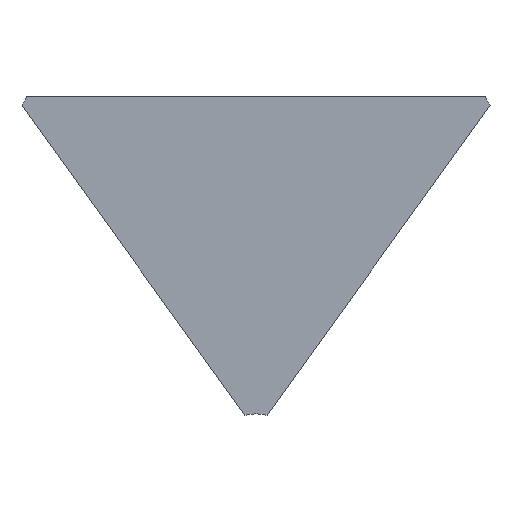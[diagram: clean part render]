
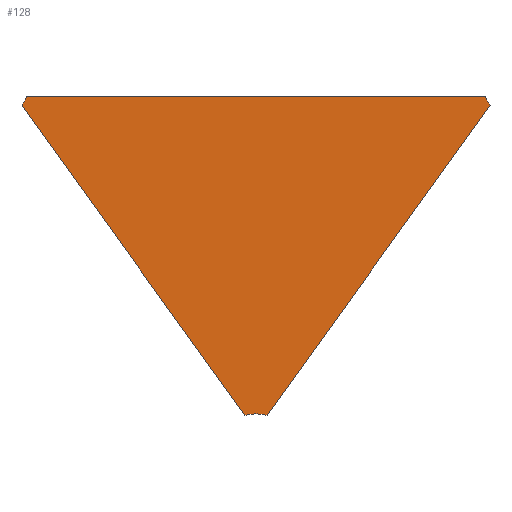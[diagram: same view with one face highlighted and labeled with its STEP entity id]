
A CAD part, front view. The second image highlights one B-rep face of the part: STEP entity #128.
In plain terms, the highlighted planar face has unit normal (0, -1, 0).
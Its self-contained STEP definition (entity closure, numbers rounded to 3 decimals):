
#7 = CARTESIAN_POINT ( 'NONE',  ( -24.174, 0., -305.035 ) ) ;
#24 = DIRECTION ( 'NONE',  ( 0., 1., 0. ) ) ;
#28 = ORIENTED_EDGE ( 'NONE', *, *, #210, .F. ) ;
#34 = ORIENTED_EDGE ( 'NONE', *, *, #148, .F. ) ;
#45 = DIRECTION ( 'NONE',  ( 0., 0., 1. ) ) ;
#51 = ORIENTED_EDGE ( 'NONE', *, *, #152, .T. ) ;
#53 = VERTEX_POINT ( 'NONE', #323 ) ;
#55 = AXIS2_PLACEMENT_3D ( 'NONE', #266, #222, #327 ) ;
#59 = VERTEX_POINT ( 'NONE', #243 ) ;
#74 = CARTESIAN_POINT ( 'NONE',  ( -523.465, 0., 389.06 ) ) ;
#83 = ORIENTED_EDGE ( 'NONE', *, *, #254, .F. ) ;
#90 = DIRECTION ( 'NONE',  ( 0., 1., 0. ) ) ;
#91 = LINE ( 'NONE', #249, #318 ) ;
#97 = CARTESIAN_POINT ( 'NONE',  ( 499.459, 0., 389.06 ) ) ;
#114 = CARTESIAN_POINT ( 'NONE',  ( 583.952, 0., 420.06 ) ) ;
#121 = DIRECTION ( 'NONE',  ( 0., 0., 1. ) ) ;
#125 = AXIS2_PLACEMENT_3D ( 'NONE', #226, #202, #121 ) ;
#128 = ADVANCED_FACE ( 'NONE', ( #326 ), #298, .F. ) ;
#129 = EDGE_CURVE ( 'NONE', #176, #53, #337, .T. ) ;
#133 = CARTESIAN_POINT ( 'NONE',  ( 0., 0., -338.641 ) ) ;
#136 = VERTEX_POINT ( 'NONE', #269 ) ;
#142 = DIRECTION ( 'NONE',  ( 1., 0., 0. ) ) ;
#144 = ORIENTED_EDGE ( 'NONE', *, *, #129, .T. ) ;
#145 = LINE ( 'NONE', #74, #247 ) ;
#148 = EDGE_CURVE ( 'NONE', #59, #136, #91, .T. ) ;
#151 = AXIS2_PLACEMENT_3D ( 'NONE', #196, #24, #45 ) ;
#152 = EDGE_CURVE ( 'NONE', #59, #260, #154, .T. ) ;
#154 = CIRCLE ( 'NONE', #277, 90. ) ;
#162 = DIRECTION ( 'NONE',  ( 0., 0., 1. ) ) ;
#164 = DIRECTION ( 'NONE',  ( 0., 1., 0. ) ) ;
#168 = DIRECTION ( 'NONE',  ( -0.584, 0., -0.812 ) ) ;
#176 = VERTEX_POINT ( 'NONE', #183 ) ;
#183 = CARTESIAN_POINT ( 'NONE',  ( -499.459, 0., 389.06 ) ) ;
#187 = VERTEX_POINT ( 'NONE', #293 ) ;
#188 = DIRECTION ( 'NONE',  ( 0., 0., 1. ) ) ;
#196 = CARTESIAN_POINT ( 'NONE',  ( 0., 0., -391.728 ) ) ;
#202 = DIRECTION ( 'NONE',  ( 0., 1., 0. ) ) ;
#210 = EDGE_CURVE ( 'NONE', #218, #53, #324, .T. ) ;
#218 = VERTEX_POINT ( 'NONE', #7 ) ;
#222 = DIRECTION ( 'NONE',  ( 0., 1., 0. ) ) ;
#226 = CARTESIAN_POINT ( 'NONE',  ( 0., 0., -391.728 ) ) ;
#231 = CIRCLE ( 'NONE', #151, 90. ) ;
#240 = DIRECTION ( 'NONE',  ( -0.584, 0., 0.812 ) ) ;
#241 = EDGE_CURVE ( 'NONE', #218, #187, #231, .T. ) ;
#243 = CARTESIAN_POINT ( 'NONE',  ( 509.447, 0., 369.573 ) ) ;
#247 = VECTOR ( 'NONE', #142, 1000. ) ;
#249 = CARTESIAN_POINT ( 'NONE',  ( 523.465, 0., 389.06 ) ) ;
#252 = AXIS2_PLACEMENT_3D ( 'NONE', #268, #90, #162 ) ;
#254 = EDGE_CURVE ( 'NONE', #176, #260, #145, .T. ) ;
#255 = EDGE_LOOP ( 'NONE', ( #83, #144, #28, #280, #302, #34, #51 ) ) ;
#260 = VERTEX_POINT ( 'NONE', #97 ) ;
#266 = CARTESIAN_POINT ( 'NONE',  ( 0., 0., 0. ) ) ;
#268 = CARTESIAN_POINT ( 'NONE',  ( -583.952, 0., 420.06 ) ) ;
#269 = CARTESIAN_POINT ( 'NONE',  ( 24.174, 0., -305.035 ) ) ;
#270 = VECTOR ( 'NONE', #240, 1000. ) ;
#277 = AXIS2_PLACEMENT_3D ( 'NONE', #114, #164, #188 ) ;
#280 = ORIENTED_EDGE ( 'NONE', *, *, #241, .T. ) ;
#283 = EDGE_CURVE ( 'NONE', #187, #136, #313, .T. ) ;
#293 = CARTESIAN_POINT ( 'NONE',  ( 0., 0., -301.728 ) ) ;
#298 = PLANE ( 'NONE',  #55 ) ;
#302 = ORIENTED_EDGE ( 'NONE', *, *, #283, .T. ) ;
#313 = CIRCLE ( 'NONE', #125, 90. ) ;
#318 = VECTOR ( 'NONE', #168, 1000. ) ;
#323 = CARTESIAN_POINT ( 'NONE',  ( -509.447, 0., 369.573 ) ) ;
#324 = LINE ( 'NONE', #133, #270 ) ;
#326 = FACE_OUTER_BOUND ( 'NONE', #255, .T. ) ;
#327 = DIRECTION ( 'NONE',  ( 0., 0., 1. ) ) ;
#337 = CIRCLE ( 'NONE', #252, 90. ) ;
